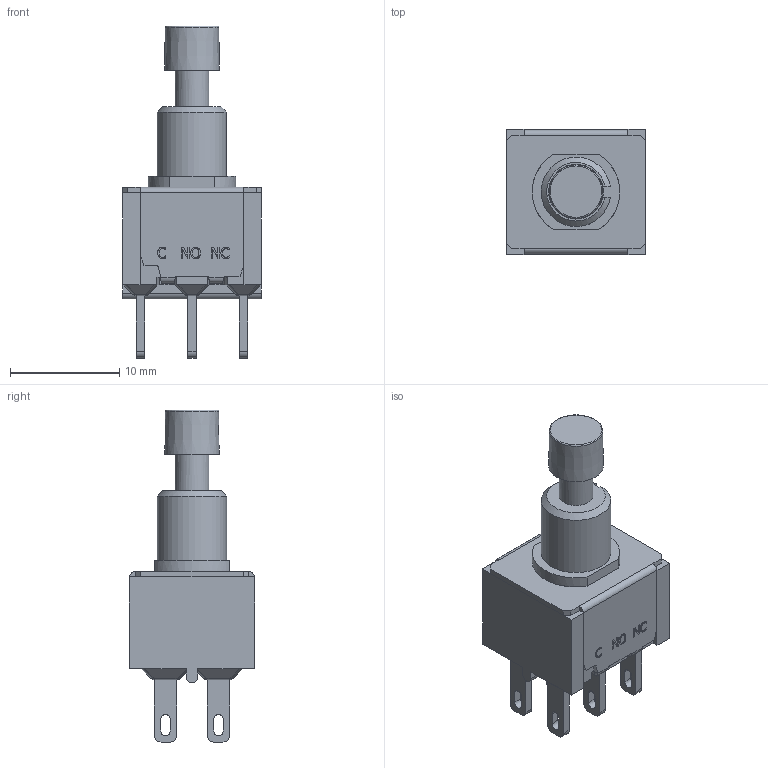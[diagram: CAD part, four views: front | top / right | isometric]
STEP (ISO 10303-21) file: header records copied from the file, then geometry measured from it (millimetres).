
FILE_DESCRIPTION(/* description */ (''),/* implementation_level */ '2;1');
FILE_NAME(/* name */ '700DP7B10M1xEC3xxx.stp',/* time_stamp */ '2024-10-30T08:18:50-05:00',/* author */ ('jsteinblock'),/* organization */ (''),/* preprocessor_version */ 'ST-DEVELOPER v18.1',/* originating_system */ 'Autodesk Inventor 2022',/* authorisation */ '');
FILE_SCHEMA (('AUTOMOTIVE_DESIGN { 1 0 10303 214 3 1 1 }'));
Length unit declared in the file: inch
Products named in the file (1): 700DP7B10M1xEC3xxx
Bounding box: 12.7 x 11.43 x 30.34 mm (x, y, z)
Volume: 1683.8 mm3; surface area: 1450.7 mm2
Topology: 1 solids, 4 shells, 464 faces, 1275 edges, 795 vertices
Faces by surface type: plane 243, cylinder 133, bspline 60, sphere 24, cone 3, torus 1
Full cylindrical faces by diameter (mm): 3.1 x2
Entity records: 15090 total; most frequent: CARTESIAN_POINT 3540, ORIENTED_EDGE 2502, DIRECTION 2250, EDGE_CURVE 1251, LINE 810, VECTOR 810, VERTEX_POINT 795, AXIS2_PLACEMENT_3D 720
